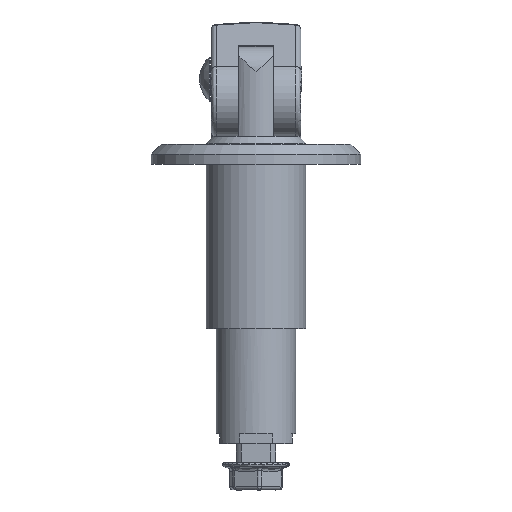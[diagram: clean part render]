
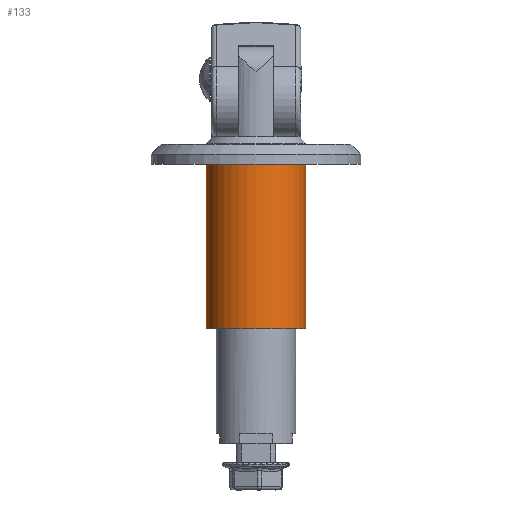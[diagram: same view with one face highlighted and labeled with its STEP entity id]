
A CAD part, front view. The second image highlights one B-rep face of the part: STEP entity #133.
In plain terms, the highlighted cylindrical face has radius 10 mm (diameter 20 mm), a partial arc.
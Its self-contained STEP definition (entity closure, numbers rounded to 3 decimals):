
#28 = EDGE_LOOP ( 'NONE', ( #604, #605, #606, #607 ) ) ;
#91 = VERTEX_POINT ( 'NONE', #3863 ) ;
#133 = ADVANCED_FACE ( 'NONE', ( #7186 ), #7189, .T. ) ;
#604 = ORIENTED_EDGE ( 'NONE', *, *, #3139, .F. ) ;
#605 = ORIENTED_EDGE ( 'NONE', *, *, #32088, .T. ) ;
#606 = ORIENTED_EDGE ( 'NONE', *, *, #3177, .T. ) ;
#607 = ORIENTED_EDGE ( 'NONE', *, *, #32089, .T. ) ;
#3139 = EDGE_CURVE ( 'NONE', #31819, #91, #20102, .T. ) ;
#3177 = EDGE_CURVE ( 'NONE', #31944, #31828, #20160, .T. ) ;
#3863 = CARTESIAN_POINT ( 'NONE',  ( 10., 0., 0. ) ) ;
#4008 = DIRECTION ( 'NONE',  ( -1., 0., 0. ) ) ;
#4009 = DIRECTION ( 'NONE',  ( 0., 0., -1. ) ) ;
#4010 = CARTESIAN_POINT ( 'NONE',  ( 0., 0., 33. ) ) ;
#6708 = AXIS2_PLACEMENT_3D ( 'NONE', #4010, #4009, #4008 ) ;
#7186 = FACE_OUTER_BOUND ( 'NONE', #28, .T. ) ;
#7189 = CYLINDRICAL_SURFACE ( 'NONE', #6708, 10. ) ;
#20102 = LINE ( 'NONE', #29463, #20118 ) ;
#20118 = VECTOR ( 'NONE', #29466, 1000. ) ;
#20160 = LINE ( 'NONE', #29591, #20168 ) ;
#20168 = VECTOR ( 'NONE', #29592, 1000. ) ;
#21800 = CIRCLE ( 'NONE', #31409, 10. ) ;
#21801 = CIRCLE ( 'NONE', #31411, 10. ) ;
#22540 = CARTESIAN_POINT ( 'NONE',  ( 10., 0., 33. ) ) ;
#22547 = CARTESIAN_POINT ( 'NONE',  ( -10., 0., 0. ) ) ;
#22663 = CARTESIAN_POINT ( 'NONE',  ( -10., 0., 33. ) ) ;
#23333 = CARTESIAN_POINT ( 'NONE',  ( 0., 0., 0. ) ) ;
#23341 = CARTESIAN_POINT ( 'NONE',  ( 0., 0., 33. ) ) ;
#23342 = DIRECTION ( 'NONE',  ( 0., 0., -1. ) ) ;
#23343 = DIRECTION ( 'NONE',  ( -1., 0., 0. ) ) ;
#23345 = DIRECTION ( 'NONE',  ( 0., 0., 1. ) ) ;
#23346 = DIRECTION ( 'NONE',  ( -1., 0., 0. ) ) ;
#29463 = CARTESIAN_POINT ( 'NONE',  ( 10., 0., 33. ) ) ;
#29466 = DIRECTION ( 'NONE',  ( 0., 0., -1. ) ) ;
#29591 = CARTESIAN_POINT ( 'NONE',  ( -10., 0., 33. ) ) ;
#29592 = DIRECTION ( 'NONE',  ( 0., 0., -1. ) ) ;
#31409 = AXIS2_PLACEMENT_3D ( 'NONE', #23341, #23342, #23343 ) ;
#31411 = AXIS2_PLACEMENT_3D ( 'NONE', #23333, #23345, #23346 ) ;
#31819 = VERTEX_POINT ( 'NONE', #22540 ) ;
#31828 = VERTEX_POINT ( 'NONE', #22547 ) ;
#31944 = VERTEX_POINT ( 'NONE', #22663 ) ;
#32088 = EDGE_CURVE ( 'NONE', #31819, #31944, #21800, .T. ) ;
#32089 = EDGE_CURVE ( 'NONE', #31828, #91, #21801, .T. ) ;
